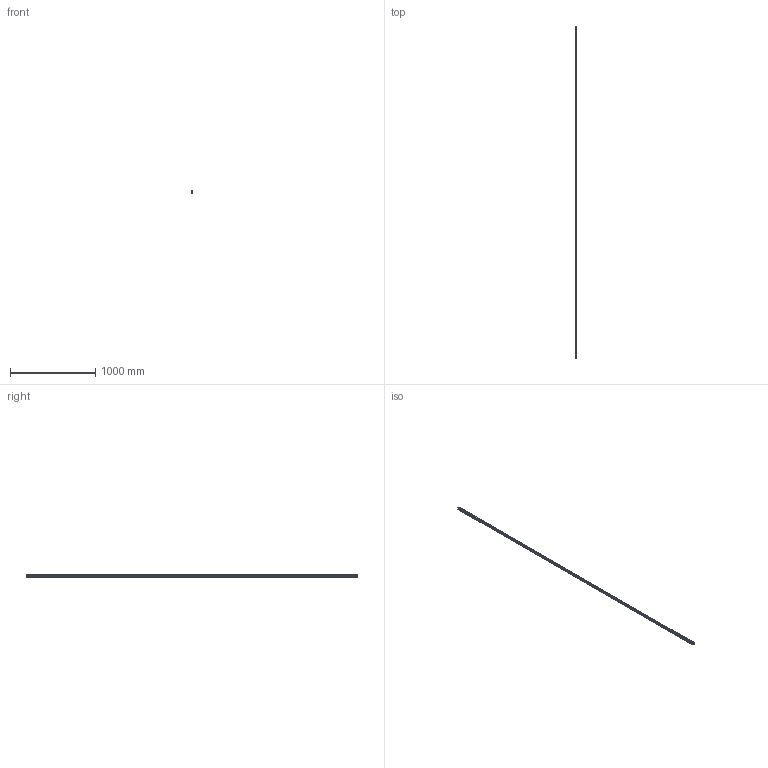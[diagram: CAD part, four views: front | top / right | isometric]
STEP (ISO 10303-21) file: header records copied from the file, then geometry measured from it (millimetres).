
FILE_DESCRIPTION(('STEP AP214'),'1');
FILE_NAME('cctmp_9A359BF3-FAB6-4AC3-B06D-2B09A1441535_2021_03_10_12_31_03_0638..stp','2021-03-10T11:31:04',('HIWIN GmbH'),('CADClick - www.CADClick.com'),'Spatial InterOp 3D',' ','unknown authorization');
FILE_SCHEMA(('AUTOMOTIVE_DESIGN'));
Length unit declared in the file: millimetre
Products named in the file (1): RGR25R3890H_FILE
Bounding box: 23 x 3890 x 23.6 mm (x, y, z)
Volume: 1559516.7 mm3; surface area: 482689.4 mm2
Topology: 1 solids, 1 shells, 1287 faces, 2673 edges, 1782 vertices
Faces by surface type: cylinder 798, plane 489
Entity records: 45283 total; most frequent: DIRECTION 6845, CARTESIAN_POINT 5743, ORIENTED_EDGE 5346, AXIS2_PLACEMENT_3D 2884, EDGE_CURVE 2673, VERTEX_POINT 1782, EDGE_LOOP 1681, CIRCLE 1596
